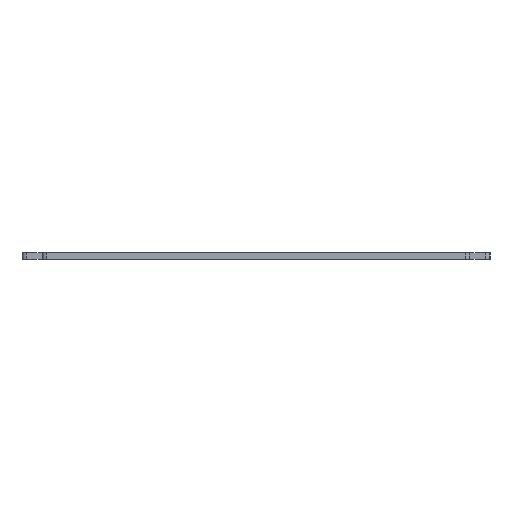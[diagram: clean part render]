
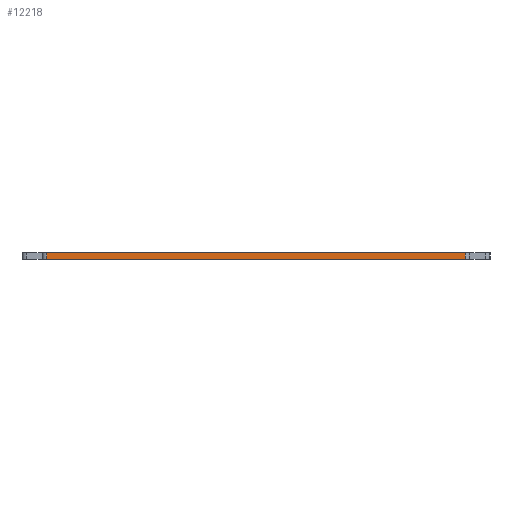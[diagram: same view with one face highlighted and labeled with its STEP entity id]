
A CAD part, left-side view. The second image highlights one B-rep face of the part: STEP entity #12218.
In plain terms, the highlighted planar face has unit normal (-1, 0, 0).
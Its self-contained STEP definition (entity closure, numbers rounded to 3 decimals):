
#155=PLANE('',#12864);
#486=FACE_OUTER_BOUND('',#1114,.T.);
#1114=EDGE_LOOP('',(#8167,#8168,#8169,#8170));
#1873=LINE('',#17835,#3155);
#1875=LINE('',#17841,#3157);
#1876=LINE('',#17843,#3158);
#1877=LINE('',#17844,#3159);
#3155=VECTOR('',#14097,10.);
#3157=VECTOR('',#14103,10.);
#3158=VECTOR('',#14104,10.);
#3159=VECTOR('',#14105,10.);
#5034=VERTEX_POINT('',#17832);
#5035=VERTEX_POINT('',#17834);
#5037=VERTEX_POINT('',#17840);
#5038=VERTEX_POINT('',#17842);
#6286=EDGE_CURVE('',#5034,#5035,#1873,.T.);
#6289=EDGE_CURVE('',#5037,#5034,#1875,.T.);
#6290=EDGE_CURVE('',#5038,#5037,#1876,.T.);
#6291=EDGE_CURVE('',#5035,#5038,#1877,.F.);
#8167=ORIENTED_EDGE('',*,*,#6286,.F.);
#8168=ORIENTED_EDGE('',*,*,#6289,.F.);
#8169=ORIENTED_EDGE('',*,*,#6290,.F.);
#8170=ORIENTED_EDGE('',*,*,#6291,.F.);
#12218=ADVANCED_FACE('',(#486),#155,.T.);
#12864=AXIS2_PLACEMENT_3D('',#17839,#14101,#14102);
#14097=DIRECTION('',(0.,0.,1.));
#14101=DIRECTION('center_axis',(-1.,0.,0.));
#14102=DIRECTION('ref_axis',(0.,-1.,0.));
#14103=DIRECTION('',(0.,1.,0.));
#14104=DIRECTION('',(0.,0.,-1.));
#14105=DIRECTION('',(0.,1.,0.));
#17832=CARTESIAN_POINT('',(0.15,-1.,-0.75));
#17834=CARTESIAN_POINT('',(0.15,-1.,0.75));
#17835=CARTESIAN_POINT('',(0.15,-1.,0.));
#17839=CARTESIAN_POINT('Origin',(0.15,-1.,0.));
#17840=CARTESIAN_POINT('',(0.15,-94.25,-0.75));
#17841=CARTESIAN_POINT('',(0.15,-24.313,-0.75));
#17842=CARTESIAN_POINT('',(0.15,-94.25,0.75));
#17843=CARTESIAN_POINT('',(0.15,-94.25,0.));
#17844=CARTESIAN_POINT('',(0.15,-24.313,0.75));
